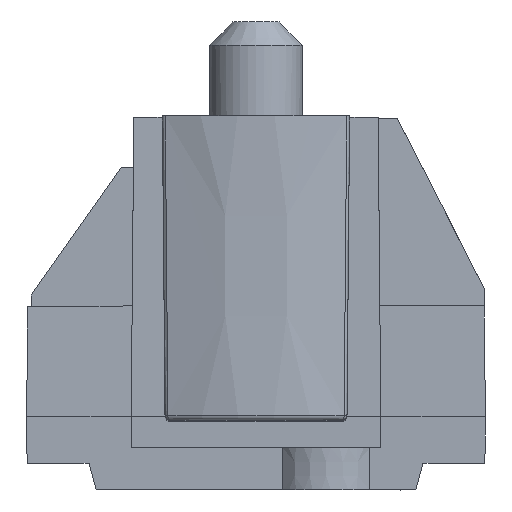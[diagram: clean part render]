
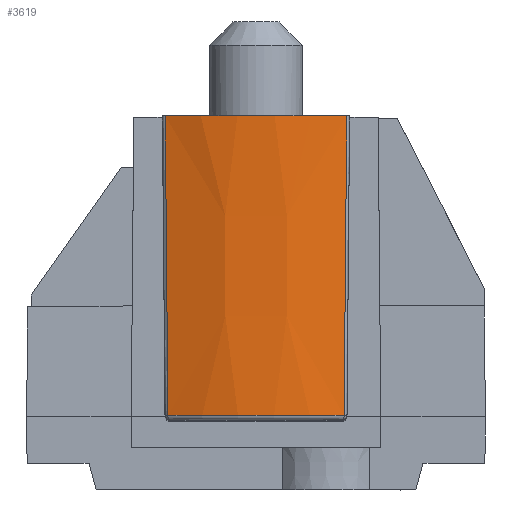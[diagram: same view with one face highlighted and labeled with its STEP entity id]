
A CAD part, front view. The second image highlights one B-rep face of the part: STEP entity #3619.
In plain terms, the highlighted conical face has half-angle 0.5 degrees and reference radius 15 mm.
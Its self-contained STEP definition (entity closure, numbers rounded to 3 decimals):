
#74=B_SPLINE_CURVE_WITH_KNOTS('',3,(#6089,#6090,#6091,#6092),
 .UNSPECIFIED.,.F.,.F.,(4,4),(-1.98,-0.06),
 .UNSPECIFIED.);
#78=B_SPLINE_CURVE_WITH_KNOTS('',3,(#6157,#6158,#6159,#6160),
 .UNSPECIFIED.,.F.,.F.,(4,4),(0.06,1.98),
 .UNSPECIFIED.);
#241=CONICAL_SURFACE('',#3917,15.,0.009);
#328=FACE_OUTER_BOUND('',#534,.T.);
#534=EDGE_LOOP('',(#2781,#2782,#2783,#2784));
#1529=CIRCLE('',#3913,14.832);
#1530=CIRCLE('',#3918,15.);
#1667=VERTEX_POINT('',#6036);
#1669=VERTEX_POINT('',#6060);
#1670=VERTEX_POINT('',#6098);
#1672=VERTEX_POINT('',#6123);
#2077=EDGE_CURVE('',#1669,#1667,#74,.T.);
#2084=EDGE_CURVE('',#1670,#1672,#78,.T.);
#2086=EDGE_CURVE('',#1667,#1670,#1529,.T.);
#2090=EDGE_CURVE('',#1669,#1672,#1530,.T.);
#2781=ORIENTED_EDGE('',*,*,#2077,.F.);
#2782=ORIENTED_EDGE('',*,*,#2090,.T.);
#2783=ORIENTED_EDGE('',*,*,#2084,.F.);
#2784=ORIENTED_EDGE('',*,*,#2086,.F.);
#3619=ADVANCED_FACE('',(#328),#241,.T.);
#3913=AXIS2_PLACEMENT_3D('',#6164,#4441,#4442);
#3917=AXIS2_PLACEMENT_3D('',#6171,#4452,#4453);
#3918=AXIS2_PLACEMENT_3D('',#6172,#4454,#4455);
#4441=DIRECTION('center_axis',(0.,-0.009,-1.));
#4442=DIRECTION('ref_axis',(0.,-1.,0.009));
#4452=DIRECTION('center_axis',(0.,0.009,1.));
#4453=DIRECTION('ref_axis',(0.,-1.,0.009));
#4454=DIRECTION('center_axis',(0.,-0.009,-1.));
#4455=DIRECTION('ref_axis',(0.,-1.,0.009));
#6036=CARTESIAN_POINT('',(5.647,-43.515,-7.926));
#6060=CARTESIAN_POINT('',(5.816,-43.459,11.277));
#6089=CARTESIAN_POINT('Ctrl Pts',(5.816,-43.459,11.277));
#6090=CARTESIAN_POINT('Ctrl Pts',(5.76,-43.478,4.876));
#6091=CARTESIAN_POINT('Ctrl Pts',(5.703,-43.496,-1.525));
#6092=CARTESIAN_POINT('Ctrl Pts',(5.647,-43.515,-7.926));
#6098=CARTESIAN_POINT('',(-5.647,-43.515,-7.926));
#6123=CARTESIAN_POINT('',(-5.816,-43.459,11.277));
#6157=CARTESIAN_POINT('Ctrl Pts',(-5.647,-43.515,-7.926));
#6158=CARTESIAN_POINT('Ctrl Pts',(-5.703,-43.496,-1.525));
#6159=CARTESIAN_POINT('Ctrl Pts',(-5.76,-43.478,4.876));
#6160=CARTESIAN_POINT('Ctrl Pts',(-5.816,-43.459,11.277));
#6164=CARTESIAN_POINT('Origin',(0.,-29.8,-8.045));
#6171=CARTESIAN_POINT('Origin',(0.,-29.633,
11.157));
#6172=CARTESIAN_POINT('Origin',(0.,-29.633,
11.157));
